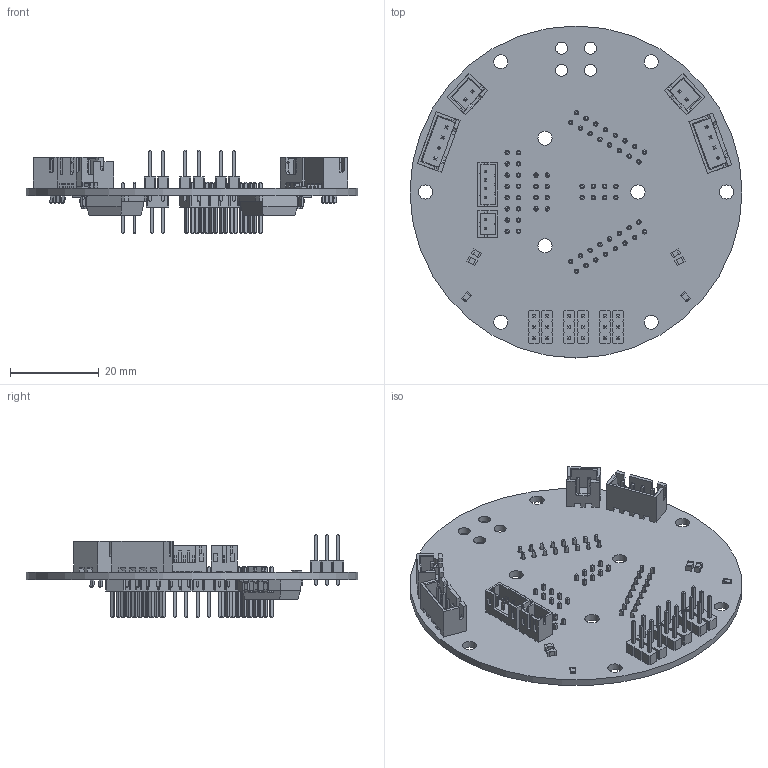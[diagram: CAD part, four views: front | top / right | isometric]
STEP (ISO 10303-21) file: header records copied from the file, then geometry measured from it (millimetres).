
FILE_DESCRIPTION(('KiCad electronic assembly'),'2;1');
FILE_NAME('Toolhead Board Breakout.step','2024-04-20T11:26:57',('Pcbnew' ),('Kicad'),'Open CASCADE STEP processor 7.7', 'KiCad to STEP converter','Unknown');
FILE_SCHEMA(('AUTOMOTIVE_DESIGN { 1 0 10303 214 1 1 1 1 }'));
Length unit declared in the file: millimetre
Products named in the file (22): Toolhead Board Breakout 1; R_0805_2012Metric; JST_PH_B2B-PH-K_1x02_P2.00mm_Vertical; JST_B2B_PH_K; C_0805_2012Metric; JST_XH_B2B-XH-A_1x02_P2.50mm_Vertical; JST_B2B_XH_A; JST_XH_B4B-XH-A_1x04_P2.50mm_Vertical; JST_B4B_XH_A; PinHeader_1x03_P2.54mm_Vertical; PinHeader_1x03_P254mm_Vertical; JST_PH_B4B-PH-K_1x04_P2.00mm_Vertical; JST_B4B_PH_K; TO-263-3_TabPin2; CQ assembly; PinHeader_2x08_P2.54mm_Vertical; PinHeader_2x08_P254mm_Vertical; PinHeader_2x04_P2.54mm_Vertical; PinHeader_2x04_P254mm_Vertical; _autosave-Toolhead Board Breakout_PCB
Assembly tree (36 placements, depth 3):
  Toolhead Board Breakout 1
    R_0805_2012Metric  x2
      R_0805_2012Metric
    JST_PH_B2B-PH-K_1x02_P2.00mm_Vertical
      JST_B2B_PH_K
    C_0805_2012Metric  x4
      C_0805_2012Metric
    JST_XH_B2B-XH-A_1x02_P2.50mm_Vertical  x2
      JST_B2B_XH_A
    JST_XH_B4B-XH-A_1x04_P2.50mm_Vertical  x2
      JST_B4B_XH_A
    PinHeader_1x03_P2.54mm_Vertical  x6
      PinHeader_1x03_P254mm_Vertical
    JST_PH_B4B-PH-K_1x04_P2.00mm_Vertical
      JST_B4B_PH_K
    TO-263-3_TabPin2  x2
      CQ assembly
    PinHeader_2x08_P2.54mm_Vertical  x3
      PinHeader_2x08_P254mm_Vertical
    PinHeader_2x04_P2.54mm_Vertical  x2
      PinHeader_2x04_P254mm_Vertical
    _autosave-Toolhead Board Breakout_PCB
Bounding box: 75 x 75 x 18.78 mm (x, y, z)
Volume: 10398.2 mm3; surface area: 17250.8 mm2
Topology: 34 solids, 34 shells, 2984 faces, 7352 edges, 4644 vertices
Faces by surface type: plane 2760, cylinder 224
Full cylindrical faces by diameter (mm): 0.75 x6, 0.95 x8, 1 x86, 2.5 x2, 2.7 x4, 3.2 x9, 75 x1
Entity records: 47589 total; most frequent: CARTESIAN_POINT 6838, ORIENTED_EDGE 6692, DIRECTION 6380, EDGE_CURVE 3346, LINE 3028, VECTOR 3028, VERTEX_POINT 2134, AXIS2_PLACEMENT_3D 1676
